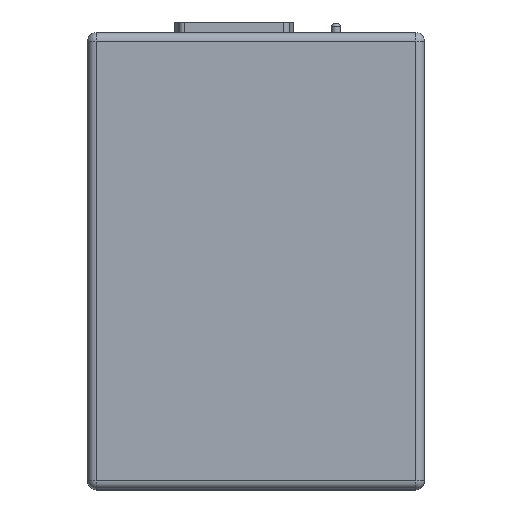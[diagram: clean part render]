
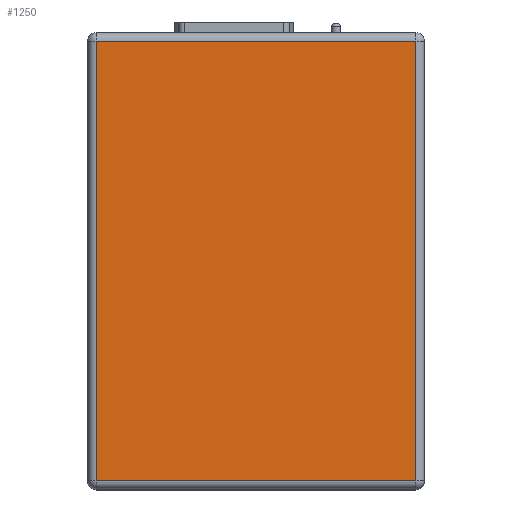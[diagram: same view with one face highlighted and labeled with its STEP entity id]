
A CAD part, top view. The second image highlights one B-rep face of the part: STEP entity #1250.
In plain terms, the highlighted planar face has unit normal (0, 0, 1).
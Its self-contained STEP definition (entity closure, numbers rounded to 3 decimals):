
#408 = LINE ( 'NONE', #7944, #1872 ) ;
#677 = ORIENTED_EDGE ( 'NONE', *, *, #1977, .T. ) ;
#1250 = ADVANCED_FACE ( 'NONE', ( #7212 ), #4833, .F. ) ;
#1404 = ORIENTED_EDGE ( 'NONE', *, *, #2376, .T. ) ;
#1566 = EDGE_CURVE ( 'NONE', #2644, #9403, #4128, .T. ) ;
#1872 = VECTOR ( 'NONE', #2429, 1000. ) ;
#1977 = EDGE_CURVE ( 'NONE', #6790, #2644, #408, .T. ) ;
#2373 = DIRECTION ( 'NONE',  ( -1., 0., 0. ) ) ;
#2376 = EDGE_CURVE ( 'NONE', #9403, #2982, #10189, .T. ) ;
#2429 = DIRECTION ( 'NONE',  ( 1., 0., 0. ) ) ;
#2537 = VECTOR ( 'NONE', #6393, 1000. ) ;
#2644 = VERTEX_POINT ( 'NONE', #7387 ) ;
#2982 = VERTEX_POINT ( 'NONE', #8848 ) ;
#2993 = AXIS2_PLACEMENT_3D ( 'NONE', #7649, #5787, #8582 ) ;
#4026 = DIRECTION ( 'NONE',  ( 0., -1., 0. ) ) ;
#4128 = LINE ( 'NONE', #4457, #2537 ) ;
#4457 = CARTESIAN_POINT ( 'NONE',  ( 12.353, -78., 120. ) ) ;
#4833 = PLANE ( 'NONE',  #2993 ) ;
#5631 = ORIENTED_EDGE ( 'NONE', *, *, #1566, .T. ) ;
#5787 = DIRECTION ( 'NONE',  ( 0., 0., -1. ) ) ;
#5878 = LINE ( 'NONE', #6836, #10820 ) ;
#6393 = DIRECTION ( 'NONE',  ( 0., 1., 0. ) ) ;
#6790 = VERTEX_POINT ( 'NONE', #7121 ) ;
#6836 = CARTESIAN_POINT ( 'NONE',  ( -96.647, -78., 120. ) ) ;
#7121 = CARTESIAN_POINT ( 'NONE',  ( -96.647, -153., 120. ) ) ;
#7212 = FACE_OUTER_BOUND ( 'NONE', #8147, .T. ) ;
#7387 = CARTESIAN_POINT ( 'NONE',  ( 12.353, -153., 120. ) ) ;
#7649 = CARTESIAN_POINT ( 'NONE',  ( -42.147, -78., 120. ) ) ;
#7728 = VECTOR ( 'NONE', #2373, 1000. ) ;
#7944 = CARTESIAN_POINT ( 'NONE',  ( -42.147, -153., 120. ) ) ;
#8147 = EDGE_LOOP ( 'NONE', ( #1404, #9175, #677, #5631 ) ) ;
#8582 = DIRECTION ( 'NONE',  ( 0., 1., 0. ) ) ;
#8848 = CARTESIAN_POINT ( 'NONE',  ( -96.647, -3., 120. ) ) ;
#9175 = ORIENTED_EDGE ( 'NONE', *, *, #11790, .T. ) ;
#9403 = VERTEX_POINT ( 'NONE', #9564 ) ;
#9564 = CARTESIAN_POINT ( 'NONE',  ( 12.353, -3., 120. ) ) ;
#9800 = CARTESIAN_POINT ( 'NONE',  ( -42.147, -3., 120. ) ) ;
#10189 = LINE ( 'NONE', #9800, #7728 ) ;
#10820 = VECTOR ( 'NONE', #4026, 1000. ) ;
#11790 = EDGE_CURVE ( 'NONE', #2982, #6790, #5878, .T. ) ;
